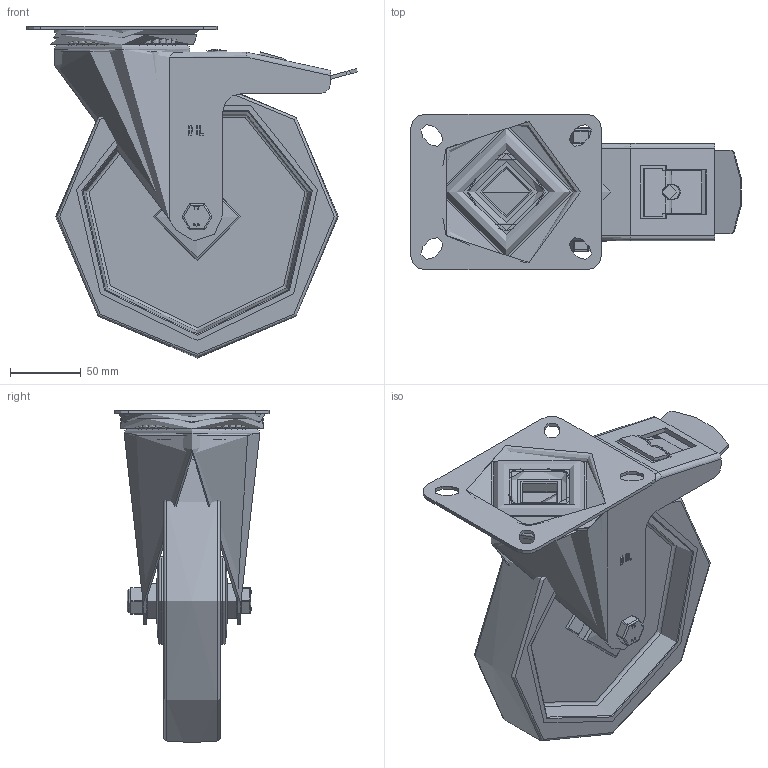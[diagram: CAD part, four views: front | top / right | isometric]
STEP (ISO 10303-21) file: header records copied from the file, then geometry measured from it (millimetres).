
FILE_DESCRIPTION(/* description */ (''),/* implementation_level */ '2;1');
FILE_NAME(/* name */ 'BZMM200STPRBJSWB.step',/* time_stamp */ '2024-07-02T14:16:08+01:00',/* author */ (''),/* organization */ (''),/* preprocessor_version */ 'ST-DEVELOPER v20',/* originating_system */ 'Autodesk Translation Framework v13.14.0.145',/* authorisation */ '');
FILE_SCHEMA (('AUTOMOTIVE_DESIGN { 1 0 10303 214 3 1 1 }'));
Length unit declared in the file: millimetre
Products named in the file (33): BZMM200STPRBJSWB; BZMM200ASSWB/LITE - 64 v1; ZINC PLATED, PRESSED STEEL TOP PLATE; ZINC PLATED, PRESSED STEEL TOP PLATE Geometry; BALL BEARINGS; Component1; ZINC PLATED, PRESSED STEEL BRAKE PEDAL; ZINC PLATED, PRESSED STEEL FORKS; BRAKE PAD; BRAKE PAD Geometry; BOLT; NUT; BRAKE BOLT; BEARING SEAL; BZH200WSTPRBJM12 v1; 65 SHORE A THERMOPLASTIC RUBBER TYRE; POLYPROPYLENE RIM; BEARING6204; INNER; OUTER; BALL BEARINGS (1); Component3; MIDDLE; RUBBER; CAP; CAP Geometry; CAP2; HEXBOLTM12X80Z8.8 v2; GRADE 8.8 ZINC PLATED BOLT; NYLOCM12Z v1; NYLOC NUT; NUT (1); RUBBER (1)
Assembly tree (78 placements, depth 5):
  BZMM200STPRBJSWB
    BZMM200ASSWB/LITE - 64 v1
      ZINC PLATED, PRESSED STEEL TOP PLATE
        ZINC PLATED, PRESSED STEEL TOP PLATE Geometry
        BALL BEARINGS
          Component1  x40
      ZINC PLATED, PRESSED STEEL BRAKE PEDAL
      ZINC PLATED, PRESSED STEEL FORKS
      BRAKE PAD
        BRAKE PAD Geometry
        BOLT
        NUT
        BRAKE BOLT
      BEARING SEAL
    BZH200WSTPRBJM12 v1
      65 SHORE A THERMOPLASTIC RUBBER TYRE
      POLYPROPYLENE RIM
      BEARING6204
        INNER
        OUTER
        BALL BEARINGS (1)
          Component3  x8
        MIDDLE
        RUBBER
      CAP
        CAP Geometry
        CAP2
    HEXBOLTM12X80Z8.8 v2
      GRADE 8.8 ZINC PLATED BOLT
    NYLOCM12Z v1
      NYLOC NUT
        NUT (1)
        RUBBER (1)
Bounding box: 233.88 x 110 x 234.91 mm (x, y, z)
Volume: 810986.9 mm3; surface area: 346643.8 mm2
Topology: 68 solids, 68 shells, 942 faces, 2371 edges, 1548 vertices
Faces by surface type: plane 400, cylinder 212, bspline 198, sphere 83, torus 35, cone 14
Full cylindrical faces by diameter (mm): 8 x3, 9.836 x18, 11 x2, 11.834 x18, 12 x3, 12.2 x2, 12.6 x2, 14 x3, 18 x1, 18.5 x1, 19.9 x2, 20 x1, 25 x2, 26.25 x2, 27 x1, 28.5 x4, 30.8 x2, 31.3 x2, 33.75 x1, 39.75 x1, 40.3 x2, 40.5 x2, 40.8 x2, 42 x5, 43 x2, 46 x2, 47 x2, 48 x2, 50 x1, 52.5 x2
Entity records: 37858 total; most frequent: CARTESIAN_POINT 16338, ORIENTED_EDGE 4420, DIRECTION 3849, EDGE_CURVE 2210, VERTEX_POINT 1454, AXIS2_PLACEMENT_3D 1387, LINE 1075, VECTOR 1075
